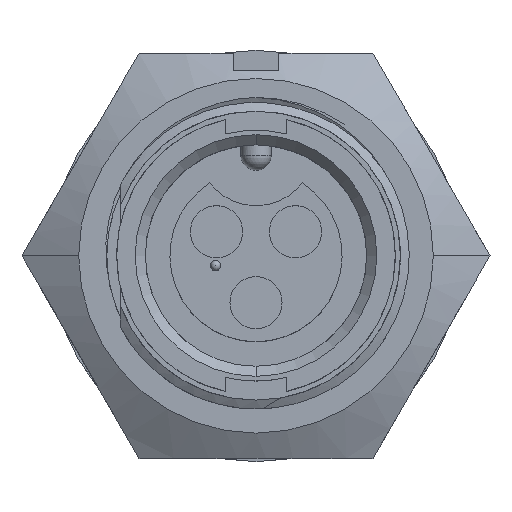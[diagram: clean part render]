
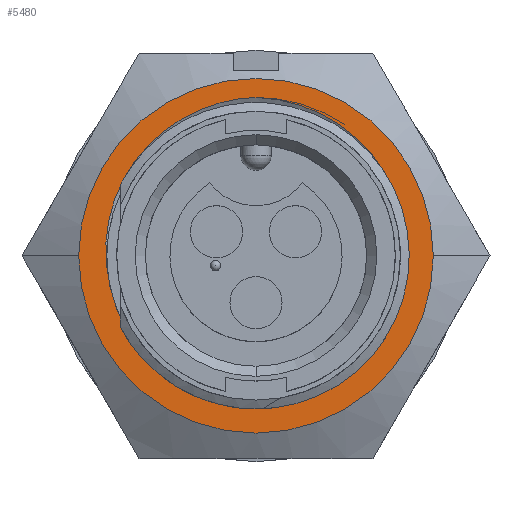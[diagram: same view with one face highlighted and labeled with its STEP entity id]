
A CAD part, top view. The second image highlights one B-rep face of the part: STEP entity #5480.
In plain terms, the highlighted planar face has unit normal (0, 0, 1).
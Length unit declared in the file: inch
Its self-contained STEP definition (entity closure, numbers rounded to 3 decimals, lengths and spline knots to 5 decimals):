
#132 = CARTESIAN_POINT ( 'NONE',  ( 0.28876, -0.05788, -0.2822 ) ) ;
#293 = EDGE_LOOP ( 'NONE', ( #2797, #10317, #4643 ) ) ;
#369 = DIRECTION ( 'NONE',  ( -1., 0., 0. ) ) ;
#385 = DIRECTION ( 'NONE',  ( 0., 0., -1. ) ) ;
#414 = PLANE ( 'NONE',  #10083 ) ;
#516 = CIRCLE ( 'NONE', #9411, 0.35 ) ;
#542 = DIRECTION ( 'NONE',  ( -1., 0., 0. ) ) ;
#556 = DIRECTION ( 'NONE',  ( 0., 0., -1. ) ) ;
#566 = CARTESIAN_POINT ( 'NONE',  ( 0., 0., -0.2822 ) ) ;
#573 = VERTEX_POINT ( 'NONE', #7748 ) ;
#827 = CARTESIAN_POINT ( 'NONE',  ( -0.23094, -0.4, -0.2822 ) ) ;
#910 = DIRECTION ( 'NONE',  ( -1., 0., 0. ) ) ;
#913 = DIRECTION ( 'NONE',  ( 0., 0., -1. ) ) ;
#939 = CARTESIAN_POINT ( 'NONE',  ( 0., 0., -0.2822 ) ) ;
#1166 = EDGE_CURVE ( 'NONE', #4743, #7546, #3582, .T. ) ;
#1258 = DIRECTION ( 'NONE',  ( 1., 0., 0. ) ) ;
#1264 = CARTESIAN_POINT ( 'NONE',  ( -0.29331, -0.03584, -0.2822 ) ) ;
#1324 = ORIENTED_EDGE ( 'NONE', *, *, #6427, .F. ) ;
#1378 = CARTESIAN_POINT ( 'NONE',  ( -0.28876, -0.05788, -0.2822 ) ) ;
#1485 = CARTESIAN_POINT ( 'NONE',  ( -0.21858, 0.21298, -0.2822 ) ) ;
#1621 = CARTESIAN_POINT ( 'NONE',  ( -0.25809, 0.15867, -0.2822 ) ) ;
#2057 = CARTESIAN_POINT ( 'NONE',  ( -0.27717, 0.11846, -0.2822 ) ) ;
#2191 = ORIENTED_EDGE ( 'NONE', *, *, #8355, .F. ) ;
#2214 = AXIS2_PLACEMENT_3D ( 'NONE', #939, #913, #910 ) ;
#2290 = CARTESIAN_POINT ( 'NONE',  ( -0.35, 0., -0.2822 ) ) ;
#2325 = CARTESIAN_POINT ( 'NONE',  ( -0.24611, 0.178, -0.2822 ) ) ;
#2797 = ORIENTED_EDGE ( 'NONE', *, *, #4722, .T. ) ;
#2857 = CARTESIAN_POINT ( 'NONE',  ( -0.2967, 0.03127, -0.2822 ) ) ;
#3109 = CARTESIAN_POINT ( 'NONE',  ( -0.29594, -0.01351, -0.2822 ) ) ;
#3252 = B_SPLINE_CURVE_WITH_KNOTS ( 'NONE', 3,
 ( #9942, #10245, #10211, #10597, #10788, #10327, #10486, #10028, #9822, #9677, #10323, #9869, #10551, #10530, #9251, #9071, #9226, #9147, #8170, #8920 ),
 .UNSPECIFIED., .F., .F.,
 ( 4, 2, 2, 2, 2, 2, 2, 2, 2, 4 ),
 ( 0., 0.00086, 0.00171, 0.00343, 0.00514, 0.00685, 0.00856, 0.01028, 0.01199, 0.0137 ),
 .UNSPECIFIED. ) ;
#3253 = B_SPLINE_CURVE_WITH_KNOTS ( 'NONE', 3,
 ( #1378, #6285, #1264, #3109, #3668, #2857, #3256, #5483, #2057, #1621, #2325, #1485, #10259, #9442, #9867, #10587, #10792, #10775, #10761, #10738 ),
 .UNSPECIFIED., .F., .F.,
 ( 4, 2, 2, 2, 2, 2, 2, 2, 2, 4 ),
 ( 0., 0.00086, 0.00171, 0.00343, 0.00514, 0.00685, 0.00856, 0.01028, 0.01199, 0.0137 ),
 .UNSPECIFIED. ) ;
#3256 = CARTESIAN_POINT ( 'NONE',  ( -0.2943, 0.05346, -0.2822 ) ) ;
#3582 = CIRCLE ( 'NONE', #7469, 0.2945 ) ;
#3668 = CARTESIAN_POINT ( 'NONE',  ( -0.2966, -0.00224, -0.2822 ) ) ;
#4643 = ORIENTED_EDGE ( 'NONE', *, *, #1166, .F. ) ;
#4721 = VERTEX_POINT ( 'NONE', #2290 ) ;
#4722 = EDGE_CURVE ( 'NONE', #4743, #573, #3253, .T. ) ;
#4743 = VERTEX_POINT ( 'NONE', #7258 ) ;
#5345 = CARTESIAN_POINT ( 'NONE',  ( 0., 0., -0.2822 ) ) ;
#5480 = ADVANCED_FACE ( 'NONE', ( #10695, #5816 ), #414, .F. ) ;
#5483 = CARTESIAN_POINT ( 'NONE',  ( -0.28445, 0.09743, -0.2822 ) ) ;
#5816 = FACE_OUTER_BOUND ( 'NONE', #7917, .T. ) ;
#6285 = CARTESIAN_POINT ( 'NONE',  ( -0.29136, -0.04691, -0.2822 ) ) ;
#6427 = EDGE_CURVE ( 'NONE', #9654, #4721, #9248, .T. ) ;
#7258 = CARTESIAN_POINT ( 'NONE',  ( -0.28876, -0.05788, -0.2822 ) ) ;
#7469 = AXIS2_PLACEMENT_3D ( 'NONE', #5345, #7946, #1258 ) ;
#7546 = VERTEX_POINT ( 'NONE', #132 ) ;
#7748 = CARTESIAN_POINT ( 'NONE',  ( 0., 0.3125, -0.2822 ) ) ;
#7917 = EDGE_LOOP ( 'NONE', ( #2191, #1324 ) ) ;
#7946 = DIRECTION ( 'NONE',  ( 0., 0., 1. ) ) ;
#8170 = CARTESIAN_POINT ( 'NONE',  ( 0.29395, -0.03594, -0.2822 ) ) ;
#8355 = EDGE_CURVE ( 'NONE', #4721, #9654, #516, .T. ) ;
#8756 = EDGE_CURVE ( 'NONE', #573, #7546, #3252, .T. ) ;
#8920 = CARTESIAN_POINT ( 'NONE',  ( 0.28876, -0.05788, -0.2822 ) ) ;
#9071 = CARTESIAN_POINT ( 'NONE',  ( 0.2943, 0.05334, -0.2822 ) ) ;
#9147 = CARTESIAN_POINT ( 'NONE',  ( 0.29654, -0.01383, -0.2822 ) ) ;
#9226 = CARTESIAN_POINT ( 'NONE',  ( 0.29673, 0.03074, -0.2822 ) ) ;
#9248 = CIRCLE ( 'NONE', #2214, 0.35 ) ;
#9251 = CARTESIAN_POINT ( 'NONE',  ( 0.28463, 0.09675, -0.2822 ) ) ;
#9411 = AXIS2_PLACEMENT_3D ( 'NONE', #566, #556, #542 ) ;
#9442 = CARTESIAN_POINT ( 'NONE',  ( -0.16811, 0.25734, -0.2822 ) ) ;
#9654 = VERTEX_POINT ( 'NONE', #10096 ) ;
#9677 = CARTESIAN_POINT ( 'NONE',  ( 0.20255, 0.22923, -0.2822 ) ) ;
#9822 = CARTESIAN_POINT ( 'NONE',  ( 0.16807, 0.25734, -0.2822 ) ) ;
#9867 = CARTESIAN_POINT ( 'NONE',  ( -0.14941, 0.26946, -0.2822 ) ) ;
#9869 = CARTESIAN_POINT ( 'NONE',  ( 0.24626, 0.1778, -0.2822 ) ) ;
#9942 = CARTESIAN_POINT ( 'NONE',  ( 0., 0.3125, -0.2822 ) ) ;
#10028 = CARTESIAN_POINT ( 'NONE',  ( 0.14943, 0.26947, -0.2822 ) ) ;
#10083 = AXIS2_PLACEMENT_3D ( 'NONE', #827, #385, #369 ) ;
#10096 = CARTESIAN_POINT ( 'NONE',  ( 0.35, 0., -0.2822 ) ) ;
#10211 = CARTESIAN_POINT ( 'NONE',  ( 0.02246, 0.31119, -0.2822 ) ) ;
#10245 = CARTESIAN_POINT ( 'NONE',  ( 0.01126, 0.31215, -0.2822 ) ) ;
#10259 = CARTESIAN_POINT ( 'NONE',  ( -0.20298, 0.22885, -0.2822 ) ) ;
#10317 = ORIENTED_EDGE ( 'NONE', *, *, #8756, .T. ) ;
#10323 = CARTESIAN_POINT ( 'NONE',  ( 0.21849, 0.2131, -0.2822 ) ) ;
#10327 = CARTESIAN_POINT ( 'NONE',  ( 0.08828, 0.29757, -0.2822 ) ) ;
#10486 = CARTESIAN_POINT ( 'NONE',  ( 0.1092, 0.28976, -0.2822 ) ) ;
#10530 = CARTESIAN_POINT ( 'NONE',  ( 0.27742, 0.11786, -0.2822 ) ) ;
#10551 = CARTESIAN_POINT ( 'NONE',  ( 0.25816, 0.15857, -0.2822 ) ) ;
#10587 = CARTESIAN_POINT ( 'NONE',  ( -0.10971, 0.28953, -0.2822 ) ) ;
#10597 = CARTESIAN_POINT ( 'NONE',  ( 0.04473, 0.30804, -0.2822 ) ) ;
#10695 = FACE_BOUND ( 'NONE', #293, .T. ) ;
#10738 = CARTESIAN_POINT ( 'NONE',  ( 0., 0.3125, -0.2822 ) ) ;
#10761 = CARTESIAN_POINT ( 'NONE',  ( -0.02252, 0.3118, -0.2822 ) ) ;
#10775 = CARTESIAN_POINT ( 'NONE',  ( -0.04496, 0.30862, -0.2822 ) ) ;
#10788 = CARTESIAN_POINT ( 'NONE',  ( 0.0558, 0.30585, -0.2822 ) ) ;
#10792 = CARTESIAN_POINT ( 'NONE',  ( -0.0885, 0.29751, -0.2822 ) ) ;
